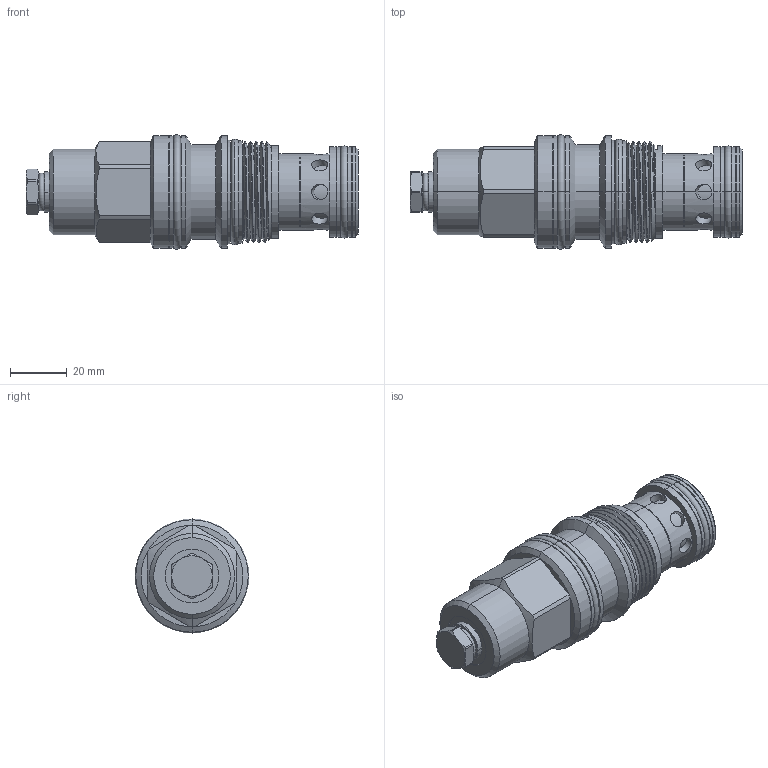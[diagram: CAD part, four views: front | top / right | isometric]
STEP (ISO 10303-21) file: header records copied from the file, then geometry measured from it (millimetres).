
FILE_DESCRIPTION (( 'STEP AP203' ), '1' );
FILE_NAME ('LB17A3S-N.STEP', '2020-04-08T07:37:08', ( '' ), ( '' ), 'SwSTEP 2.0', 'SolidWorks 2018', '' );
FILE_SCHEMA (( 'CONFIG_CONTROL_DESIGN' ));
Length unit declared in the file: millimetre
Products named in the file (1): LB17A3S-N
Bounding box: 117.03 x 40.39 x 40.39 mm (x, y, z)
Volume: 92173.6 mm3; surface area: 22030.5 mm2
Topology: 4 solids, 4 shells, 213 faces, 467 edges, 285 vertices
Faces by surface type: cylinder 111, plane 45, cone 44, torus 10, bspline 3
Entity records: 8193 total; most frequent: CARTESIAN_POINT 3491, DIRECTION 999, ORIENTED_EDGE 934, EDGE_CURVE 467, AXIS2_PLACEMENT_3D 423, VERTEX_POINT 285, EDGE_LOOP 242, ADVANCED_FACE 213
